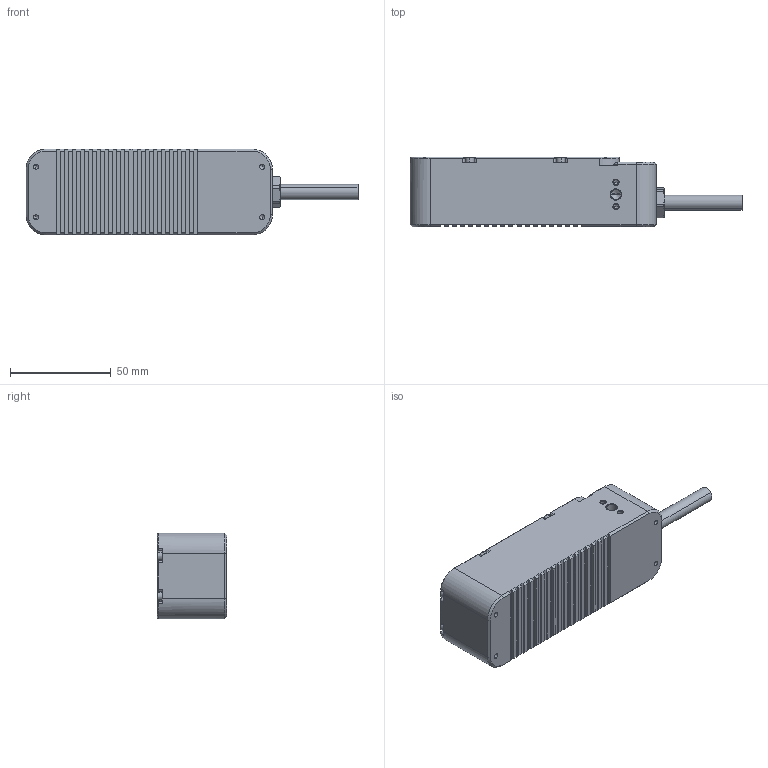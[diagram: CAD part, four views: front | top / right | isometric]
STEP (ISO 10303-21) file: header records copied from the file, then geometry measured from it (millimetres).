
FILE_DESCRIPTION (( 'STEP AP203' ), '1' );
FILE_NAME ('11020201-0001.STEP', '2024-03-15T07:19:50', ( '' ), ( '' ), 'SwSTEP 2.0', 'SolidWorks 2022', '' );
FILE_SCHEMA (( 'CONFIG_CONTROL_DESIGN' ));
Length unit declared in the file: millimetre
Products named in the file (1): 11020201-0001
Bounding box: 164.42 x 34.5 x 42.5 mm (x, y, z)
Volume: 164619.3 mm3; surface area: 25118.7 mm2
Topology: 1 solids, 9 shells, 538 faces, 1234 edges, 714 vertices
Faces by surface type: plane 314, cylinder 120, cone 102, torus 2
Entity records: 14843 total; most frequent: CARTESIAN_POINT 2659, DIRECTION 2576, ORIENTED_EDGE 2428, EDGE_CURVE 1214, AXIS2_PLACEMENT_3D 883, VECTOR 810, LINE 810, VERTEX_POINT 714
